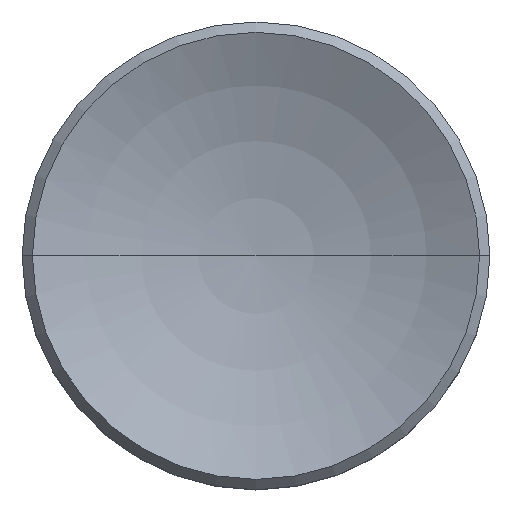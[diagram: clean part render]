
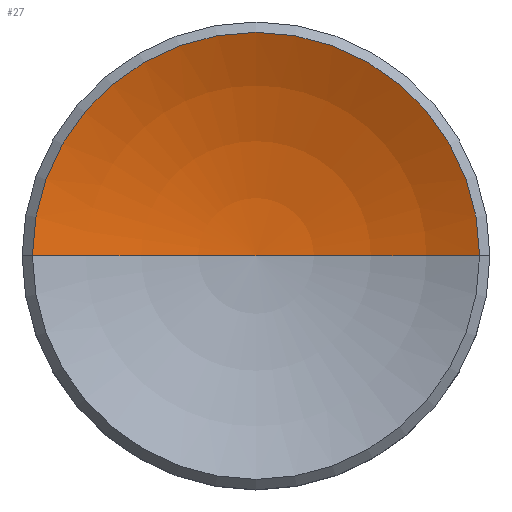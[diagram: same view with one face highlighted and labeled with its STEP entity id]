
A CAD part, top view. The second image highlights one B-rep face of the part: STEP entity #27.
In plain terms, the highlighted toroidal (fillet/blend) face has major radius 0.002 mm and minor radius 6.46 mm.
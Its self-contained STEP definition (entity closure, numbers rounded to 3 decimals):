
#19 = AXIS2_PLACEMENT_3D ( 'NONE', #217, #39, #120 ) ;
#25 = CIRCLE ( 'NONE', #219, 6.46 ) ;
#27 = ADVANCED_FACE ( 'NONE', ( #112 ), #110, .F. ) ;
#29 = CIRCLE ( 'NONE', #225, 2.868 ) ;
#39 = DIRECTION ( 'NONE',  ( 0., 0., 1. ) ) ;
#45 = CIRCLE ( 'NONE', #161, 6.46 ) ;
#58 = ORIENTED_EDGE ( 'NONE', *, *, #90, .F. ) ;
#63 = DIRECTION ( 'NONE',  ( -1., 0., 0. ) ) ;
#64 = CARTESIAN_POINT ( 'NONE',  ( 2.868, 0., 2.172 ) ) ;
#66 = DIRECTION ( 'NONE',  ( 0., 0., 1. ) ) ;
#69 = DIRECTION ( 'NONE',  ( 0., -1., 0. ) ) ;
#85 = CARTESIAN_POINT ( 'NONE',  ( 0., 0., 2.172 ) ) ;
#90 = EDGE_CURVE ( 'NONE', #258, #139, #25, .T. ) ;
#96 = CARTESIAN_POINT ( 'NONE',  ( -2.868, 0., 2.172 ) ) ;
#101 = DIRECTION ( 'NONE',  ( 0., 1., 0. ) ) ;
#110 = TOROIDAL_SURFACE ( 'NONE', #19, -0.002, 6.46 ) ;
#112 = FACE_OUTER_BOUND ( 'NONE', #259, .T. ) ;
#120 = DIRECTION ( 'NONE',  ( 1., 0., 0. ) ) ;
#131 = DIRECTION ( 'NONE',  ( 1., 0., 0. ) ) ;
#136 = VERTEX_POINT ( 'NONE', #64 ) ;
#137 = ORIENTED_EDGE ( 'NONE', *, *, #215, .T. ) ;
#139 = VERTEX_POINT ( 'NONE', #96 ) ;
#149 = DIRECTION ( 'NONE',  ( 0., 0., -1. ) ) ;
#161 = AXIS2_PLACEMENT_3D ( 'NONE', #228, #69, #149 ) ;
#206 = CARTESIAN_POINT ( 'NONE',  ( 0., 0., 1.5 ) ) ;
#215 = EDGE_CURVE ( 'NONE', #136, #139, #29, .T. ) ;
#217 = CARTESIAN_POINT ( 'NONE',  ( 0., 0., 7.96 ) ) ;
#219 = AXIS2_PLACEMENT_3D ( 'NONE', #241, #101, #63 ) ;
#223 = EDGE_CURVE ( 'NONE', #258, #136, #45, .T. ) ;
#225 = AXIS2_PLACEMENT_3D ( 'NONE', #85, #66, #131 ) ;
#228 = CARTESIAN_POINT ( 'NONE',  ( -0.002, 0., 7.96 ) ) ;
#232 = ORIENTED_EDGE ( 'NONE', *, *, #223, .T. ) ;
#241 = CARTESIAN_POINT ( 'NONE',  ( 0.002, 0., 7.96 ) ) ;
#258 = VERTEX_POINT ( 'NONE', #206 ) ;
#259 = EDGE_LOOP ( 'NONE', ( #58, #232, #137 ) ) ;
